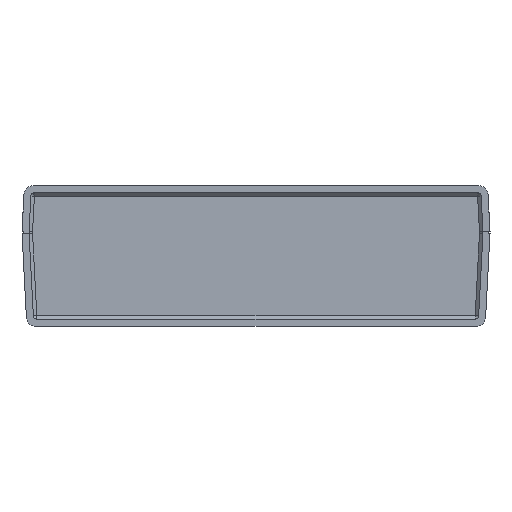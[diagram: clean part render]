
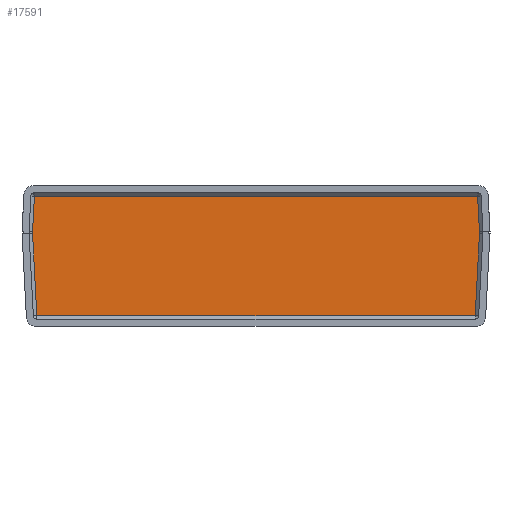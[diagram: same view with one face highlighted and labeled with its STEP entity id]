
A CAD part, left-side view. The second image highlights one B-rep face of the part: STEP entity #17591.
In plain terms, the highlighted planar face has unit normal (-1, 0, 0).
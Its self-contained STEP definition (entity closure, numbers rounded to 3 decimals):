
#1353 = EDGE_CURVE ( 'NONE', #63140, #63141, #25733, .T. ) ;
#1357 = EDGE_CURVE ( 'NONE', #63144, #63145, #25735, .T. ) ;
#1361 = EDGE_CURVE ( 'NONE', #63148, #63149, #25737, .T. ) ;
#1369 = EDGE_CURVE ( 'NONE', #63152, #63153, #25739, .T. ) ;
#1371 = EDGE_CURVE ( 'NONE', #63152, #63141, #28790, .T. ) ;
#1372 = EDGE_CURVE ( 'NONE', #63140, #63145, #28793, .T. ) ;
#1373 = EDGE_CURVE ( 'NONE', #63144, #63149, #28796, .T. ) ;
#1374 = EDGE_CURVE ( 'NONE', #63148, #63153, #28799, .T. ) ;
#5758 = ORIENTED_EDGE ( 'NONE', *, *, #1353, .F. ) ;
#5760 = ORIENTED_EDGE ( 'NONE', *, *, #1374, .T. ) ;
#5761 = ORIENTED_EDGE ( 'NONE', *, *, #1369, .F. ) ;
#5762 = ORIENTED_EDGE ( 'NONE', *, *, #1371, .T. ) ;
#5763 = ORIENTED_EDGE ( 'NONE', *, *, #1372, .T. ) ;
#5764 = ORIENTED_EDGE ( 'NONE', *, *, #1357, .F. ) ;
#5765 = ORIENTED_EDGE ( 'NONE', *, *, #1373, .T. ) ;
#5766 = ORIENTED_EDGE ( 'NONE', *, *, #1361, .F. ) ;
#11089 = EDGE_LOOP ( 'NONE', ( #5760, #5761, #5762, #5758, #5763, #5764, #5765, #5766 ) ) ;
#17591 = ADVANCED_FACE ( 'NONE', ( #49677 ), #51564, .T. ) ;
#25733 = CIRCLE ( 'NONE', #27890, 1. ) ;
#25735 = CIRCLE ( 'NONE', #27895, 1. ) ;
#25737 = CIRCLE ( 'NONE', #27899, 1. ) ;
#25739 = CIRCLE ( 'NONE', #27905, 1. ) ;
#27890 = AXIS2_PLACEMENT_3D ( 'NONE', #28735, #28736, #28737 ) ;
#27895 = AXIS2_PLACEMENT_3D ( 'NONE', #28747, #28748, #28749 ) ;
#27899 = AXIS2_PLACEMENT_3D ( 'NONE', #28759, #28760, #28761 ) ;
#27905 = AXIS2_PLACEMENT_3D ( 'NONE', #28780, #28784, #28785 ) ;
#27910 = VECTOR ( 'NONE', #28792, 1000. ) ;
#27911 = VECTOR ( 'NONE', #28795, 1000. ) ;
#27912 = VECTOR ( 'NONE', #28798, 1000. ) ;
#27914 = VECTOR ( 'NONE', #28801, 1000. ) ;
#28735 = CARTESIAN_POINT ( 'NONE',  ( -103646.887, -46201.058, 373.494 ) ) ;
#28736 = DIRECTION ( 'NONE',  ( 1., 0., 0. ) ) ;
#28737 = DIRECTION ( 'NONE',  ( 0., 0., -1. ) ) ;
#28747 = CARTESIAN_POINT ( 'NONE',  ( -103646.887, -46201.058, 320.794 ) ) ;
#28748 = DIRECTION ( 'NONE',  ( 1., 0., 0. ) ) ;
#28749 = DIRECTION ( 'NONE',  ( 0., 0., -1. ) ) ;
#28759 = CARTESIAN_POINT ( 'NONE',  ( -103646.887, -46392.458, 320.794 ) ) ;
#28760 = DIRECTION ( 'NONE',  ( 1., 0., 0. ) ) ;
#28761 = DIRECTION ( 'NONE',  ( 0., 0., -1. ) ) ;
#28780 = CARTESIAN_POINT ( 'NONE',  ( -103646.887, -46392.458, 373.494 ) ) ;
#28784 = DIRECTION ( 'NONE',  ( 1., 0., 0. ) ) ;
#28785 = DIRECTION ( 'NONE',  ( 0., 0., -1. ) ) ;
#28790 = LINE ( 'NONE', #28791, #27910 ) ;
#28791 = CARTESIAN_POINT ( 'NONE',  ( -103646.887, -46296.758, 374.494 ) ) ;
#28792 = DIRECTION ( 'NONE',  ( 0., 1., 0. ) ) ;
#28793 = LINE ( 'NONE', #28794, #27911 ) ;
#28794 = CARTESIAN_POINT ( 'NONE',  ( -103646.887, -46200.058, 347.144 ) ) ;
#28795 = DIRECTION ( 'NONE',  ( 0., 0., -1. ) ) ;
#28796 = LINE ( 'NONE', #28797, #27912 ) ;
#28797 = CARTESIAN_POINT ( 'NONE',  ( -103646.887, -46296.758, 319.794 ) ) ;
#28798 = DIRECTION ( 'NONE',  ( 0., -1., 0. ) ) ;
#28799 = LINE ( 'NONE', #28800, #27914 ) ;
#28800 = CARTESIAN_POINT ( 'NONE',  ( -103646.887, -46393.458, 347.144 ) ) ;
#28801 = DIRECTION ( 'NONE',  ( 0., 0., 1. ) ) ;
#49677 = FACE_OUTER_BOUND ( 'NONE', #11089, .T. ) ;
#49680 = AXIS2_PLACEMENT_3D ( 'NONE', #51565, #51566, #51567 ) ;
#51564 = PLANE ( 'NONE',  #49680 ) ;
#51565 = CARTESIAN_POINT ( 'NONE',  ( -103646.887, -46296.758, 347.144 ) ) ;
#51566 = DIRECTION ( 'NONE',  ( -1., 0., 0. ) ) ;
#51567 = DIRECTION ( 'NONE',  ( 0., 0., 1. ) ) ;
#60725 = CARTESIAN_POINT ( 'NONE',  ( -103646.887, -46200.058, 373.494 ) ) ;
#60726 = CARTESIAN_POINT ( 'NONE',  ( -103646.887, -46201.058, 374.494 ) ) ;
#60729 = CARTESIAN_POINT ( 'NONE',  ( -103646.887, -46201.058, 319.794 ) ) ;
#60730 = CARTESIAN_POINT ( 'NONE',  ( -103646.887, -46200.058, 320.794 ) ) ;
#60733 = CARTESIAN_POINT ( 'NONE',  ( -103646.887, -46393.458, 320.794 ) ) ;
#60734 = CARTESIAN_POINT ( 'NONE',  ( -103646.887, -46392.458, 319.794 ) ) ;
#60737 = CARTESIAN_POINT ( 'NONE',  ( -103646.887, -46392.458, 374.494 ) ) ;
#60738 = CARTESIAN_POINT ( 'NONE',  ( -103646.887, -46393.458, 373.494 ) ) ;
#63140 = VERTEX_POINT ( 'NONE', #60725 ) ;
#63141 = VERTEX_POINT ( 'NONE', #60726 ) ;
#63144 = VERTEX_POINT ( 'NONE', #60729 ) ;
#63145 = VERTEX_POINT ( 'NONE', #60730 ) ;
#63148 = VERTEX_POINT ( 'NONE', #60733 ) ;
#63149 = VERTEX_POINT ( 'NONE', #60734 ) ;
#63152 = VERTEX_POINT ( 'NONE', #60737 ) ;
#63153 = VERTEX_POINT ( 'NONE', #60738 ) ;
